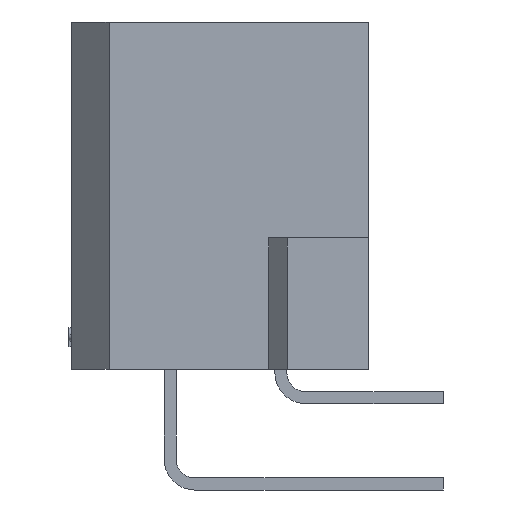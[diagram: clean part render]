
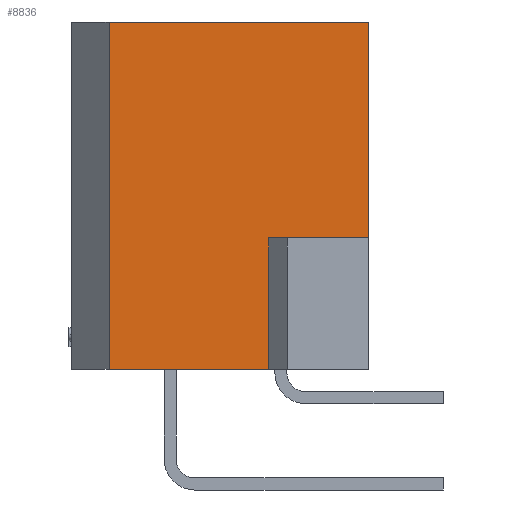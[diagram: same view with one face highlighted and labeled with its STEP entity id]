
A CAD part, left-side view. The second image highlights one B-rep face of the part: STEP entity #8836.
In plain terms, the highlighted planar face has unit normal (-1, 0, 0).
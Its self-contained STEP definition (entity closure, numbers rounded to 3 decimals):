
#276=DIRECTION('',(0.,1.,0.));
#277=VECTOR('',#276,13.8);
#278=CARTESIAN_POINT('',(-32.5,-7.9,0.));
#279=LINE('',#278,#277);
#1395=DIRECTION('',(0.,0.,-1.));
#1396=VECTOR('',#1395,18.5);
#1397=CARTESIAN_POINT('',(-32.5,5.9,0.));
#1398=LINE('',#1397,#1396);
#1399=DIRECTION('',(0.,0.,1.));
#1400=VECTOR('',#1399,7.);
#1401=CARTESIAN_POINT('',(-32.5,-2.6,-18.5));
#1402=LINE('',#1401,#1400);
#1403=DIRECTION('',(0.,0.,-1.));
#1404=VECTOR('',#1403,11.5);
#1405=CARTESIAN_POINT('',(-32.5,-7.9,0.));
#1406=LINE('',#1405,#1404);
#1443=DIRECTION('',(0.,-1.,0.));
#1444=VECTOR('',#1443,5.3);
#1445=CARTESIAN_POINT('',(-32.5,-2.6,-11.5));
#1446=LINE('',#1445,#1444);
#1981=DIRECTION('',(0.,1.,0.));
#1982=VECTOR('',#1981,8.5);
#1983=CARTESIAN_POINT('',(-32.5,-2.6,-18.5));
#1984=LINE('',#1983,#1982);
#5974=CARTESIAN_POINT('',(-32.5,-7.9,0.));
#5975=VERTEX_POINT('',#5974);
#5976=CARTESIAN_POINT('',(-32.5,5.9,0.));
#5977=VERTEX_POINT('',#5976);
#6174=CARTESIAN_POINT('',(-32.5,-7.9,-11.5));
#6175=VERTEX_POINT('',#6174);
#6730=CARTESIAN_POINT('',(-32.5,5.9,-18.5));
#6731=VERTEX_POINT('',#6730);
#7854=CARTESIAN_POINT('',(-32.5,-2.6,-18.5));
#7855=CARTESIAN_POINT('',(-32.5,-2.6,-11.5));
#7856=VERTEX_POINT('',#7854);
#7857=VERTEX_POINT('',#7855);
#8819=CARTESIAN_POINT('',(-32.5,-7.9,0.));
#8820=DIRECTION('',(-1.,0.,0.));
#8821=DIRECTION('',(0.,1.,0.));
#8822=AXIS2_PLACEMENT_3D('',#8819,#8820,#8821);
#8823=PLANE('',#8822);
#8825=ORIENTED_EDGE('',*,*,#8824,.F.);
#8827=ORIENTED_EDGE('',*,*,#8826,.F.);
#8829=ORIENTED_EDGE('',*,*,#8828,.T.);
#8830=ORIENTED_EDGE('',*,*,#8811,.F.);
#8831=ORIENTED_EDGE('',*,*,#7885,.F.);
#8833=ORIENTED_EDGE('',*,*,#8832,.T.);
#8834=EDGE_LOOP('',(#8825,#8827,#8829,#8830,#8831,#8833));
#8835=FACE_OUTER_BOUND('',#8834,.F.);
#8836=ADVANCED_FACE('',(#8835),#8823,.T.);
#7885=EDGE_CURVE('',#5975,#5977,#279,.T.);
#8811=EDGE_CURVE('',#5977,#6731,#1398,.T.);
#8824=EDGE_CURVE('',#7857,#6175,#1446,.T.);
#8826=EDGE_CURVE('',#7856,#7857,#1402,.T.);
#8828=EDGE_CURVE('',#7856,#6731,#1984,.T.);
#8832=EDGE_CURVE('',#5975,#6175,#1406,.T.);
